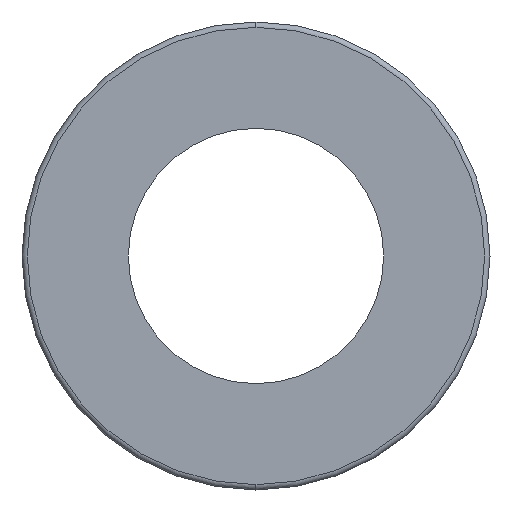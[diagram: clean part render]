
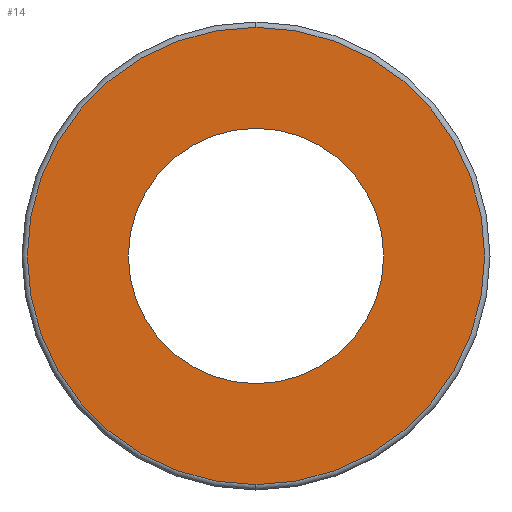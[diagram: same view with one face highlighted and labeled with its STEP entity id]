
A CAD part, left-side view. The second image highlights one B-rep face of the part: STEP entity #14.
In plain terms, the highlighted planar face has unit normal (-1, 0, 0).
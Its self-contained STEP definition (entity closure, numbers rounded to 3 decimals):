
#9 = EDGE_CURVE ( 'NONE', #445, #489, #235, .T. ) ;
#13 = AXIS2_PLACEMENT_3D ( 'NONE', #455, #510, #468 ) ;
#14 = ADVANCED_FACE ( 'NONE', ( #317, #295 ), #554, .F. ) ;
#18 = EDGE_CURVE ( 'NONE', #489, #445, #369, .T. ) ;
#27 = EDGE_CURVE ( 'NONE', #568, #532, #299, .T. ) ;
#28 = AXIS2_PLACEMENT_3D ( 'NONE', #503, #525, #440 ) ;
#35 = AXIS2_PLACEMENT_3D ( 'NONE', #504, #444, #518 ) ;
#37 = AXIS2_PLACEMENT_3D ( 'NONE', #502, #579, #501 ) ;
#39 = AXIS2_PLACEMENT_3D ( 'NONE', #470, #575, #462 ) ;
#47 = CARTESIAN_POINT ( 'NONE',  ( -30.5, 0., 6. ) ) ;
#91 = CARTESIAN_POINT ( 'NONE',  ( -30.5, 0., -10.75 ) ) ;
#133 = CARTESIAN_POINT ( 'NONE',  ( -30.5, 0., -6. ) ) ;
#139 = CARTESIAN_POINT ( 'NONE',  ( -30.5, 0., 10.75 ) ) ;
#168 = EDGE_CURVE ( 'NONE', #532, #568, #368, .T. ) ;
#235 = CIRCLE ( 'NONE', #28, 6. ) ;
#295 = FACE_BOUND ( 'NONE', #616, .T. ) ;
#299 = CIRCLE ( 'NONE', #35, 10.75 ) ;
#317 = FACE_OUTER_BOUND ( 'NONE', #610, .T. ) ;
#368 = CIRCLE ( 'NONE', #13, 10.75 ) ;
#369 = CIRCLE ( 'NONE', #39, 6. ) ;
#440 = DIRECTION ( 'NONE',  ( 0., 0., 1. ) ) ;
#444 = DIRECTION ( 'NONE',  ( -1., 0., 0. ) ) ;
#445 = VERTEX_POINT ( 'NONE', #47 ) ;
#455 = CARTESIAN_POINT ( 'NONE',  ( -30.5, 0., 0. ) ) ;
#462 = DIRECTION ( 'NONE',  ( 0., 0., 1. ) ) ;
#468 = DIRECTION ( 'NONE',  ( 0., 0., -1. ) ) ;
#470 = CARTESIAN_POINT ( 'NONE',  ( -30.5, 0., 0. ) ) ;
#489 = VERTEX_POINT ( 'NONE', #133 ) ;
#501 = DIRECTION ( 'NONE',  ( 0., 0., -1. ) ) ;
#502 = CARTESIAN_POINT ( 'NONE',  ( -30.5, 6., 0. ) ) ;
#503 = CARTESIAN_POINT ( 'NONE',  ( -30.5, 0., 0. ) ) ;
#504 = CARTESIAN_POINT ( 'NONE',  ( -30.5, 0., 0. ) ) ;
#510 = DIRECTION ( 'NONE',  ( -1., 0., 0. ) ) ;
#518 = DIRECTION ( 'NONE',  ( 0., 0., -1. ) ) ;
#525 = DIRECTION ( 'NONE',  ( -1., 0., 0. ) ) ;
#532 = VERTEX_POINT ( 'NONE', #91 ) ;
#554 = PLANE ( 'NONE',  #37 ) ;
#568 = VERTEX_POINT ( 'NONE', #139 ) ;
#575 = DIRECTION ( 'NONE',  ( -1., 0., 0. ) ) ;
#579 = DIRECTION ( 'NONE',  ( 1., 0., 0. ) ) ;
#587 = ORIENTED_EDGE ( 'NONE', *, *, #9, .F. ) ;
#588 = ORIENTED_EDGE ( 'NONE', *, *, #18, .F. ) ;
#593 = ORIENTED_EDGE ( 'NONE', *, *, #27, .T. ) ;
#608 = ORIENTED_EDGE ( 'NONE', *, *, #168, .T. ) ;
#610 = EDGE_LOOP ( 'NONE', ( #608, #593 ) ) ;
#616 = EDGE_LOOP ( 'NONE', ( #587, #588 ) ) ;
